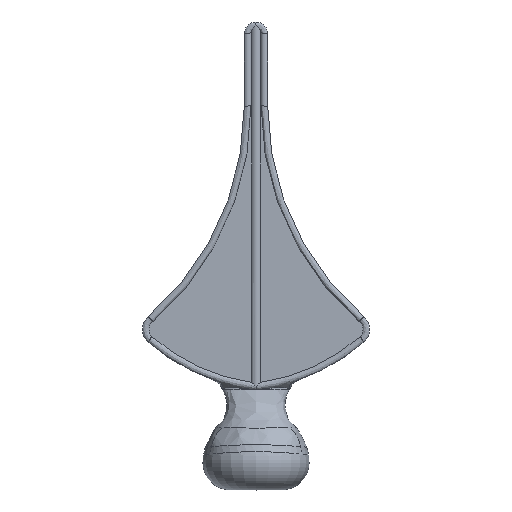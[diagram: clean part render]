
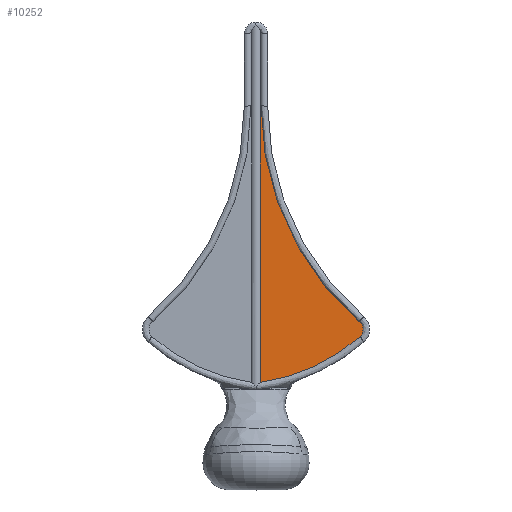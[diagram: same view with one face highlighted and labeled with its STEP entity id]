
A CAD part, top view. The second image highlights one B-rep face of the part: STEP entity #10252.
In plain terms, the highlighted planar face has unit normal (0, 0, 1).
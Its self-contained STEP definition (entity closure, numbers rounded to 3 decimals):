
#220 = EDGE_CURVE ( 'NONE', #5286, #7637, #5584, .T. ) ;
#606 = CARTESIAN_POINT ( 'NONE',  ( 1.514, 84.956, 2.75 ) ) ;
#644 = CIRCLE ( 'NONE', #11722, 58.014 ) ;
#978 = CIRCLE ( 'NONE', #6559, 1.531 ) ;
#1001 = ORIENTED_EDGE ( 'NONE', *, *, #3993, .T. ) ;
#1014 = ORIENTED_EDGE ( 'NONE', *, *, #220, .T. ) ;
#1698 = ORIENTED_EDGE ( 'NONE', *, *, #3783, .T. ) ;
#1760 = FACE_OUTER_BOUND ( 'NONE', #6153, .T. ) ;
#2003 = CIRCLE ( 'NONE', #3720, 85.22 ) ;
#2642 = EDGE_CURVE ( 'NONE', #8271, #10498, #978, .T. ) ;
#3081 = AXIS2_PLACEMENT_3D ( 'NONE', #3900, #9673, #3855 ) ;
#3213 = EDGE_CURVE ( 'NONE', #10498, #4807, #3221, .T. ) ;
#3221 = LINE ( 'NONE', #11180, #8109 ) ;
#3298 = DIRECTION ( 'NONE',  ( -0.656, -0.754, 0. ) ) ;
#3720 = AXIS2_PLACEMENT_3D ( 'NONE', #5590, #9146, #3298 ) ;
#3783 = EDGE_CURVE ( 'NONE', #4807, #5286, #644, .T. ) ;
#3855 = DIRECTION ( 'NONE',  ( -1., 0., 0. ) ) ;
#3900 = CARTESIAN_POINT ( 'NONE',  ( 0., 106.5, 2.75 ) ) ;
#3941 = DIRECTION ( 'NONE',  ( 0.711, -0.704, 0. ) ) ;
#3983 = CARTESIAN_POINT ( 'NONE',  ( 31.148, 15.873, 2.75 ) ) ;
#3993 = EDGE_CURVE ( 'NONE', #7637, #10504, #2003, .T. ) ;
#4442 = ORIENTED_EDGE ( 'NONE', *, *, #7443, .T. ) ;
#4807 = VERTEX_POINT ( 'NONE', #5805 ) ;
#5198 = CARTESIAN_POINT ( 'NONE',  ( 30.796, 20.431, 2.75 ) ) ;
#5286 = VERTEX_POINT ( 'NONE', #3983 ) ;
#5379 = DIRECTION ( 'NONE',  ( 0., -1., 0. ) ) ;
#5584 = CIRCLE ( 'NONE', #6873, 3.023 ) ;
#5590 = CARTESIAN_POINT ( 'NONE',  ( 86.733, 84.723, 2.75 ) ) ;
#5805 = CARTESIAN_POINT ( 'NONE',  ( 1.25, 2.165, 2.75 ) ) ;
#5979 = CARTESIAN_POINT ( 'NONE',  ( -6.988, 59.592, 2.75 ) ) ;
#5982 = CARTESIAN_POINT ( 'NONE',  ( 29., 18., 2.75 ) ) ;
#6038 = DIRECTION ( 'NONE',  ( 0.988, 0.152, 0. ) ) ;
#6153 = EDGE_LOOP ( 'NONE', ( #12600, #6283, #1698, #1014, #1001, #4442 ) ) ;
#6283 = ORIENTED_EDGE ( 'NONE', *, *, #3213, .T. ) ;
#6559 = AXIS2_PLACEMENT_3D ( 'NONE', #9933, #11822, #6038 ) ;
#6873 = AXIS2_PLACEMENT_3D ( 'NONE', #5982, #10889, #3941 ) ;
#7443 = EDGE_CURVE ( 'NONE', #10504, #8271, #8646, .T. ) ;
#7637 = VERTEX_POINT ( 'NONE', #5198 ) ;
#7715 = PLANE ( 'NONE',  #3081 ) ;
#7883 = VECTOR ( 'NONE', #10231, 1000. ) ;
#8109 = VECTOR ( 'NONE', #5379, 1000. ) ;
#8271 = VERTEX_POINT ( 'NONE', #9698 ) ;
#8646 = LINE ( 'NONE', #606, #7883 ) ;
#9146 = DIRECTION ( 'NONE',  ( 0., 0., -1. ) ) ;
#9417 = CARTESIAN_POINT ( 'NONE',  ( 1.514, 84.956, 2.75 ) ) ;
#9673 = DIRECTION ( 'NONE',  ( 0., 0., -1. ) ) ;
#9698 = CARTESIAN_POINT ( 'NONE',  ( 1.514, 106.733, 2.75 ) ) ;
#9933 = CARTESIAN_POINT ( 'NONE',  ( 0., 106.5, 2.75 ) ) ;
#10231 = DIRECTION ( 'NONE',  ( 0., 1., 0. ) ) ;
#10252 = ADVANCED_FACE ( 'NONE', ( #1760 ), #7715, .F. ) ;
#10498 = VERTEX_POINT ( 'NONE', #11334 ) ;
#10504 = VERTEX_POINT ( 'NONE', #9417 ) ;
#10760 = DIRECTION ( 'NONE',  ( 0., 0., 1. ) ) ;
#10889 = DIRECTION ( 'NONE',  ( 0., 0., 1. ) ) ;
#11180 = CARTESIAN_POINT ( 'NONE',  ( 1.25, 110.002, 2.75 ) ) ;
#11334 = CARTESIAN_POINT ( 'NONE',  ( 1.25, 107.385, 2.75 ) ) ;
#11645 = DIRECTION ( 'NONE',  ( 0.12, -0.993, 0. ) ) ;
#11722 = AXIS2_PLACEMENT_3D ( 'NONE', #5979, #10760, #11645 ) ;
#11822 = DIRECTION ( 'NONE',  ( 0., 0., 1. ) ) ;
#12600 = ORIENTED_EDGE ( 'NONE', *, *, #2642, .T. ) ;
